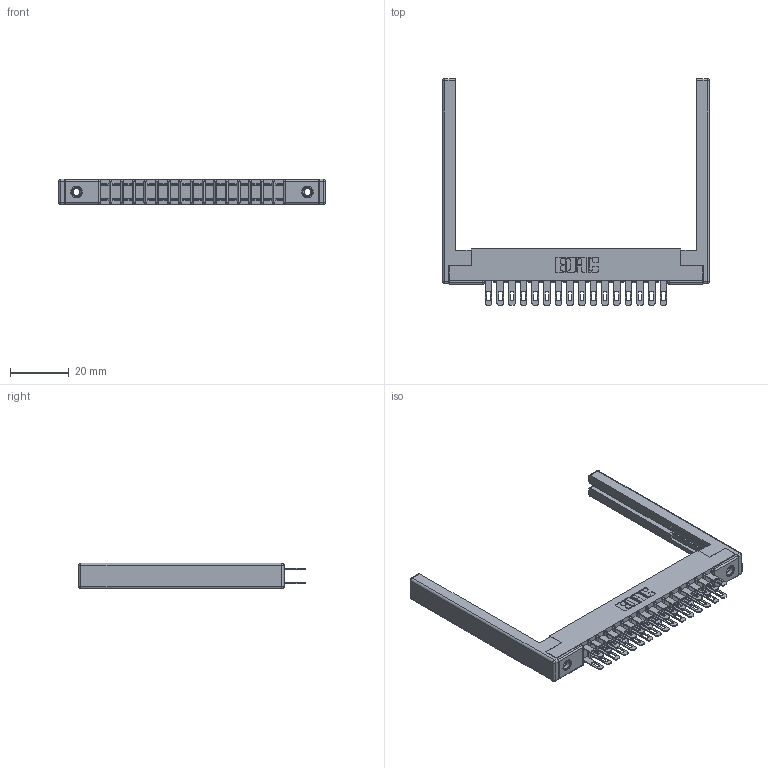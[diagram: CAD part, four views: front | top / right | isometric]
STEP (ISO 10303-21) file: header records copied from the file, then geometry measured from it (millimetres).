
FILE_DESCRIPTION (( 'STEP AP203' ), '1' );
FILE_NAME ('357-032-400-268.STEP', '2020-10-03T14:12:39', ( '' ), ( '' ), 'SwSTEP 2.0', 'SolidWorks 2020', '' );
FILE_SCHEMA (( 'CONFIG_CONTROL_DESIGN' ));
Length unit declared in the file: inch
Products named in the file (5): 357-032-400-268; 307-290-001_500; 307 Part_.156 Dia Mounting Holes; 307-220-068; 345-250-001_345-250-001-102
Assembly tree (37 placements, depth 2):
  357-032-400-268
    307 Part_.156 Dia Mounting Holes
    307-290-001_500  x32
    307-220-068  x2
    345-250-001_345-250-001-102  x2
Bounding box: 90.83 x 77.14 x 8.71 mm (x, y, z)
Volume: 10595.1 mm3; surface area: 14896.5 mm2
Topology: 37 solids, 37 shells, 1761 faces, 4873 edges, 3138 vertices
Faces by surface type: plane 1118, cylinder 585, sphere 42, cone 12, torus 4
Entity records: 20167 total; most frequent: CARTESIAN_POINT 3281, DIRECTION 3242, ORIENTED_EDGE 3240, EDGE_CURVE 1620, LINE 1228, VECTOR 1228, VERTEX_POINT 1046, AXIS2_PLACEMENT_3D 1007
